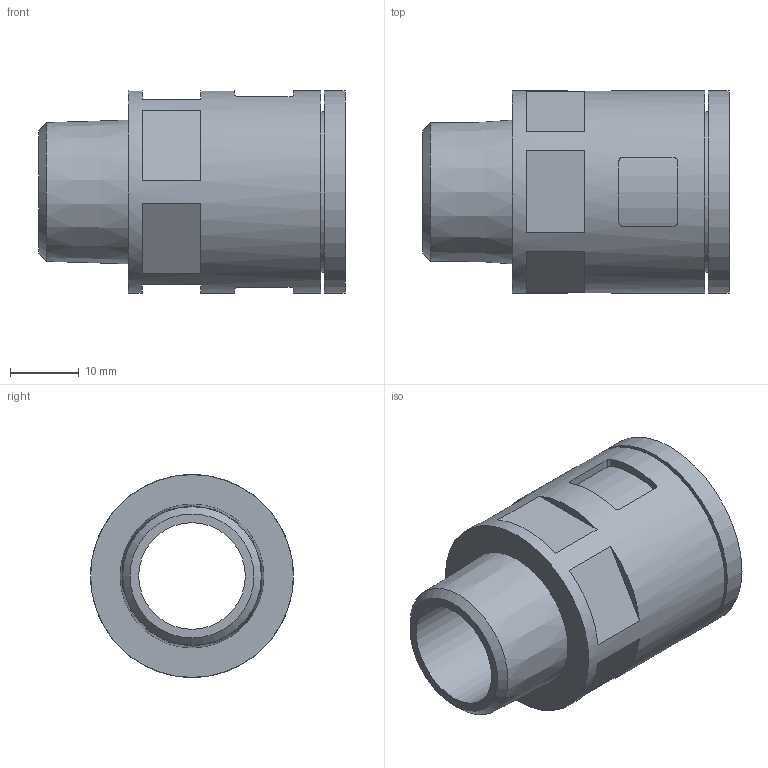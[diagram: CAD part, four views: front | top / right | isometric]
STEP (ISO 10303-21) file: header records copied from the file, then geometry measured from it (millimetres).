
FILE_DESCRIPTION( ( 'STEP AP203' ), '1' );
FILE_NAME( 'FLEXA RQG-N 5020.056.206.stp', '2020-03-27T13:41:15', ( 'License CC BY-ND 4.0' ), ( 'CADENAS' ), ' ', 'PARTsolutions', ' ' );
FILE_SCHEMA( ( 'CONFIG_CONTROL_DESIGN' ) );
Length unit declared in the file: millimetre
Products named in the file (1): _FLEXA RQG-N 5020.056.206
Bounding box: 44.5 x 29.5 x 29.5 mm (x, y, z)
Volume: 10649.7 mm3; surface area: 8327.1 mm2
Topology: 1 solids, 1 shells, 52 faces, 116 edges, 77 vertices
Faces by surface type: plane 33, cylinder 16, cone 2, torus 1
Full cylindrical faces by diameter (mm): 15.5 x1, 21.2 x1, 23.4 x1, 23.7 x1, 29.5 x2
Entity records: 1448 total; most frequent: CARTESIAN_POINT 309, DIRECTION 226, ORIENTED_EDGE 200, EDGE_CURVE 100, AXIS2_PLACEMENT_3D 89, EDGE_LOOP 76, VERTEX_POINT 72, FACE_OUTER_BOUND 59
